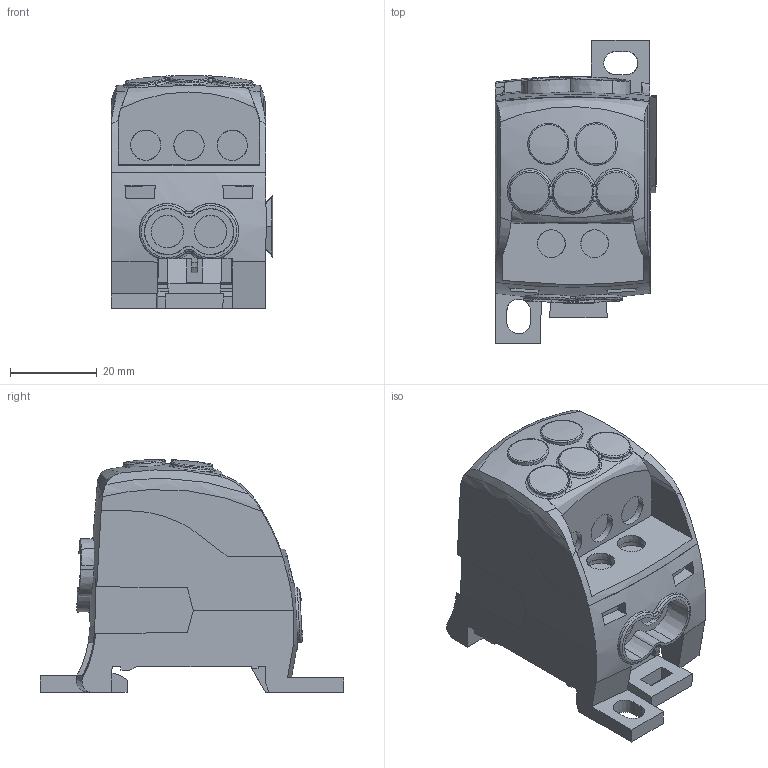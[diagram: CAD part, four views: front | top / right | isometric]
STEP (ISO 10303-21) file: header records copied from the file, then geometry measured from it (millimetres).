
FILE_DESCRIPTION(('CATIA V5R24 STEP','CAx-IF Rec.Pracs.--- Model Styling and Organization---1.2---2011-12-15'),'2;1');
FILE_NAME ('D1463057_0', '2017-08-01T08:57:00+00:00', ('Weidmueller Interface'), ('Weidmueller'), 'CATIA Version 5-6 Release 2014 SP4 HF52', 'CATIA V5 STEP AP214', 'none');
FILE_SCHEMA(('AUTOMOTIVE_DESIGN { 1 0 10303 214 1 1 1 1 }'));
Length unit declared in the file: millimetre
Products named in the file (1): v5-standard_part
Bounding box: 37.31 x 70 x 53.8 mm (x, y, z)
Volume: 59203.6 mm3; surface area: 19831.1 mm2
Topology: 2 solids, 2 shells, 360 faces, 1072 edges, 727 vertices
Faces by surface type: plane 165, bspline 105, cone 71, sphere 7, revolution 7, cylinder 4, extrusion 1
Entity records: 27606 total; most frequent: CARTESIAN_POINT 19375, ORIENTED_EDGE 2130, EDGE_CURVE 1065, DIRECTION 973, VERTEX_POINT 725, B_SPLINE_CURVE_WITH_KNOTS 584, VECTOR 442, LINE 441
